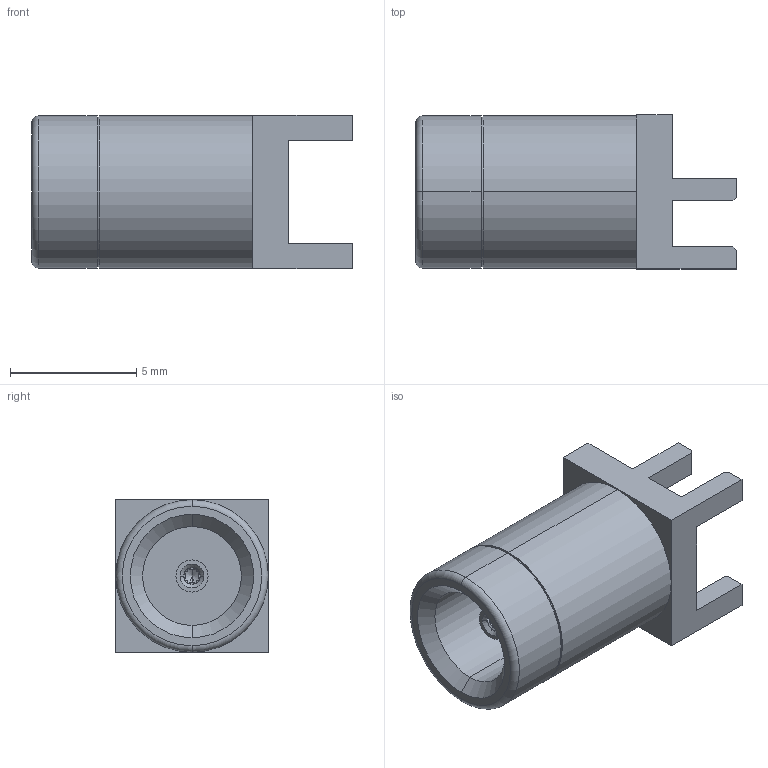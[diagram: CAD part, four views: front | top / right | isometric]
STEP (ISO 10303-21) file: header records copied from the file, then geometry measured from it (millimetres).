
FILE_DESCRIPTION (( 'STEP AP214' ), '1' );
FILE_NAME ('FMCN5135_3D.step', '2024-05-23T14:57:29', ( '' ), ( '' ), 'SwSTEP 2.0', 'SolidWorks 2022', '' );
FILE_SCHEMA (( 'AUTOMOTIVE_DESIGN' ));
Length unit declared in the file: millimetre
Products named in the file (1): FMCN5135_3D
Bounding box: 12.7 x 6.1 x 6.1 mm (x, y, z)
Volume: 283.3 mm3; surface area: 472.6 mm2
Topology: 3 solids, 3 shells, 79 faces, 198 edges, 129 vertices
Faces by surface type: plane 49, cylinder 18, cone 10, torus 2
Entity records: 2547 total; most frequent: CARTESIAN_POINT 435, DIRECTION 414, ORIENTED_EDGE 392, EDGE_CURVE 196, AXIS2_PLACEMENT_3D 146, VERTEX_POINT 129, LINE 122, VECTOR 122
